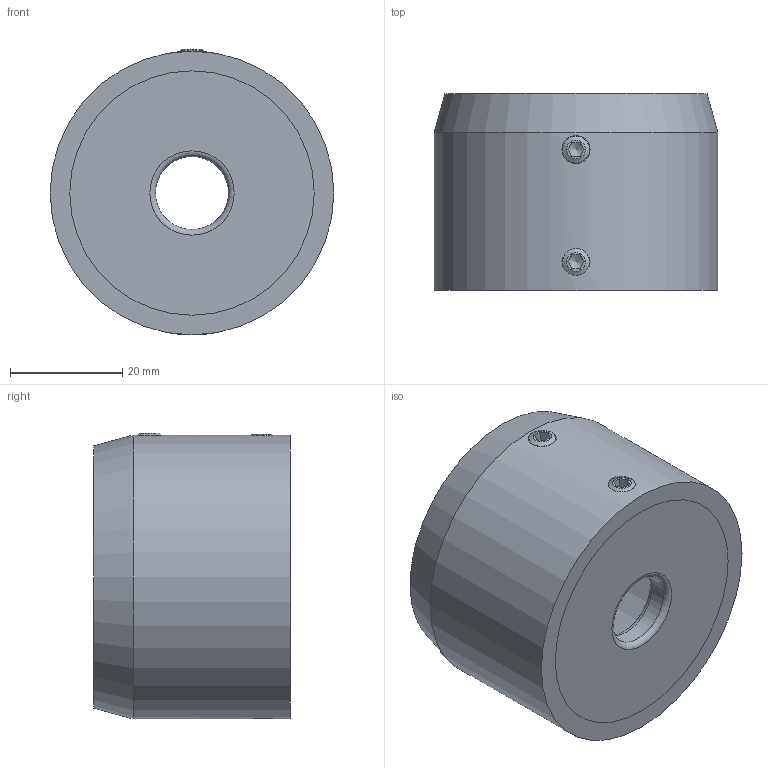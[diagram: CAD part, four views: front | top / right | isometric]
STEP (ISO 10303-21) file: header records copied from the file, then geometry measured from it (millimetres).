
FILE_DESCRIPTION(/* description */ (''),/* implementation_level */ '2;1');
FILE_NAME(/* name */ '43209.iam.step',/* time_stamp */ '2022-07-18T13:01:12+02:00',/* author */ ('Abt. Technik'),/* organization */ (''),/* preprocessor_version */ 'ST-DEVELOPER v18.1',/* originating_system */ 'Autodesk Inventor 2022',/* authorisation */ '');
FILE_SCHEMA (('AUTOMOTIVE_DESIGN { 1 0 10303 214 3 1 1 }'));
Length unit declared in the file: millimetre
Products named in the file (4): 43209; 43209_02; DIN 913 - M5 x 5; 43209_01
Assembly tree (5 placements, depth 2):
  43209
    43209_02
    DIN 913 - M5 x 5  x3
    43209_01
Bounding box: 50.5 x 35 x 50.86 mm (x, y, z)
Volume: 26273.6 mm3; surface area: 16367 mm2
Topology: 5 solids, 5 shells, 58 faces, 141 edges, 95 vertices
Faces by surface type: plane 30, cylinder 13, cone 12, torus 3
Full cylindrical faces by diameter (mm): 4.8 x3, 5 x3, 13 x1, 37.5 x1, 42.8 x1, 43.5 x3, 50.5 x1
Entity records: 1378 total; most frequent: CARTESIAN_POINT 404, DIRECTION 179, ORIENTED_EDGE 164, EDGE_CURVE 82, AXIS2_PLACEMENT_3D 75, VERTEX_POINT 57, EDGE_LOOP 47, FACE_OUTER_BOUND 34
